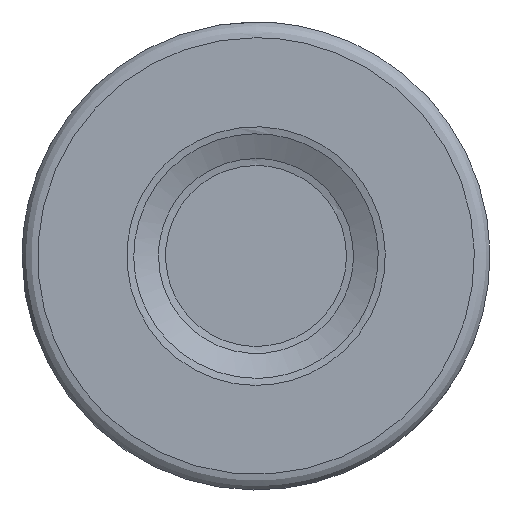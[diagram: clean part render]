
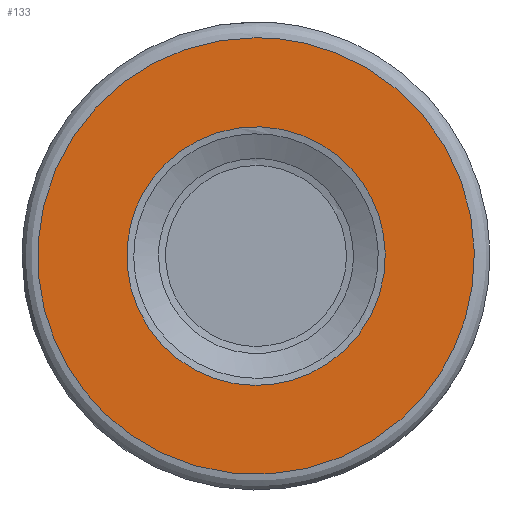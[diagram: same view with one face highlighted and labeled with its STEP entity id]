
A CAD part, front view. The second image highlights one B-rep face of the part: STEP entity #133.
In plain terms, the highlighted free-form (B-spline) face has degree [1, 1] with [2, 2] control points.
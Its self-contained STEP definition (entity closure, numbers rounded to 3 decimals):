
#21 = EDGE_CURVE('',#22,#22,#24,.T.);
#22 = VERTEX_POINT('',#23);
#23 = CARTESIAN_POINT('',(0.,0.,-10.706));
#24 = ( BOUNDED_CURVE() B_SPLINE_CURVE(2,(#25,#26,#27,#28,#29,#30,#31),
.UNSPECIFIED.,.T.,.F.) B_SPLINE_CURVE_WITH_KNOTS((3,2,2,3),(
    1.571,3.665,5.76,7.854),
.PIECEWISE_BEZIER_KNOTS.) CURVE() GEOMETRIC_REPRESENTATION_ITEM() 
RATIONAL_B_SPLINE_CURVE((1.,0.5,1.,0.5,1.,0.5,1.)) REPRESENTATION_ITEM(
  '') );
#25 = CARTESIAN_POINT('',(0.,0.,-10.706));
#26 = CARTESIAN_POINT('',(18.543,0.,-10.706));
#27 = CARTESIAN_POINT('',(9.271,0.,5.353));
#28 = CARTESIAN_POINT('',(0.,0.,21.411));
#29 = CARTESIAN_POINT('',(-9.271,0.,5.353));
#30 = CARTESIAN_POINT('',(-18.543,0.,-10.706));
#31 = CARTESIAN_POINT('',(0.,0.,-10.706));
#133 = ADVANCED_FACE('',(#134,#148),#151,.T.);
#134 = FACE_BOUND('',#135,.T.);
#135 = EDGE_LOOP('',(#136));
#136 = ORIENTED_EDGE('',*,*,#137,.T.);
#137 = EDGE_CURVE('',#138,#138,#140,.T.);
#138 = VERTEX_POINT('',#139);
#139 = CARTESIAN_POINT('',(0.,0.,18.085));
#140 = ( BOUNDED_CURVE() B_SPLINE_CURVE(2,(#141,#142,#143,#144,#145,#146
,#147),.UNSPECIFIED.,.T.,.F.) B_SPLINE_CURVE_WITH_KNOTS((3,2,2,3),(
    1.571,3.665,5.76,7.854),
.PIECEWISE_BEZIER_KNOTS.) CURVE() GEOMETRIC_REPRESENTATION_ITEM() 
RATIONAL_B_SPLINE_CURVE((1.,0.5,1.,0.5,1.,0.5,1.)) REPRESENTATION_ITEM(
  '') );
#141 = CARTESIAN_POINT('',(0.,0.,18.085));
#142 = CARTESIAN_POINT('',(-31.323,0.,18.085));
#143 = CARTESIAN_POINT('',(-15.662,0.,-9.042));
#144 = CARTESIAN_POINT('',(0.,0.,-36.169));
#145 = CARTESIAN_POINT('',(15.662,0.,-9.042));
#146 = CARTESIAN_POINT('',(31.323,0.,18.085));
#147 = CARTESIAN_POINT('',(0.,0.,18.085));
#148 = FACE_BOUND('',#149,.T.);
#149 = EDGE_LOOP('',(#150));
#150 = ORIENTED_EDGE('',*,*,#21,.F.);
#151 = B_SPLINE_SURFACE_WITH_KNOTS('',1,1,(
    (#152,#153)
    ,(#154,#155
    )),.UNSPECIFIED.,.F.,.F.,.F.,(2,2),(2,2),(-13.913,
    13.913),(-13.913,13.913),
  .PIECEWISE_BEZIER_KNOTS.);
#152 = CARTESIAN_POINT('',(-18.085,0.,18.085));
#153 = CARTESIAN_POINT('',(18.085,0.,18.085));
#154 = CARTESIAN_POINT('',(-18.085,0.,-18.085));
#155 = CARTESIAN_POINT('',(18.085,0.,-18.085));
